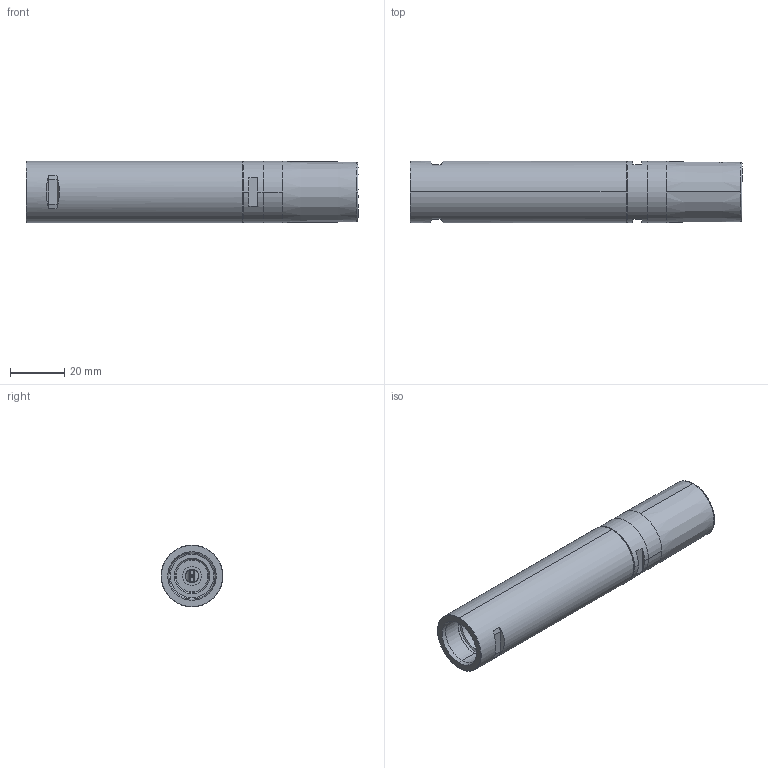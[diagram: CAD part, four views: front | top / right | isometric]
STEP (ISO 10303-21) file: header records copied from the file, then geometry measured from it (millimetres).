
FILE_DESCRIPTION (( 'STEP AP203' ), '1' );
FILE_NAME ('AM-600(R).STEP', '2019-04-10T03:04:28', ( '' ), ( '' ), 'SwSTEP 2.0', 'SolidWorks 2013', '' );
FILE_SCHEMA (( 'CONFIG_CONTROL_DESIGN' ));
Length unit declared in the file: millimetre
Products named in the file (1): AM-600(R)
Bounding box: 122.6 x 22.8 x 22.8 mm (x, y, z)
Volume: 31581 mm3; surface area: 19971.4 mm2
Topology: 6 solids, 6 shells, 235 faces, 527 edges, 330 vertices
Faces by surface type: cylinder 98, plane 70, cone 61, bspline 6
Entity records: 6842 total; most frequent: CARTESIAN_POINT 1391, DIRECTION 1235, ORIENTED_EDGE 1034, EDGE_CURVE 517, AXIS2_PLACEMENT_3D 516, VERTEX_POINT 330, CIRCLE 286, EDGE_LOOP 279
